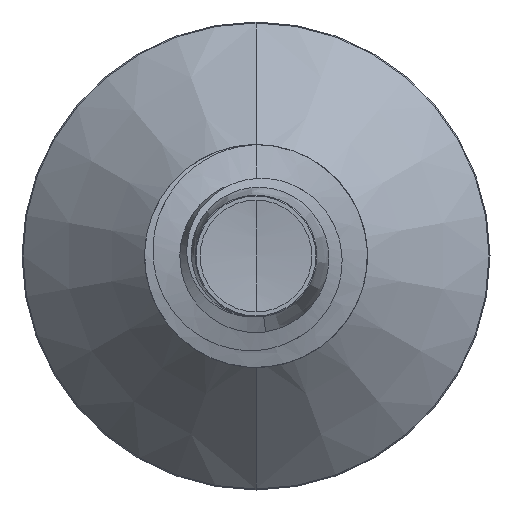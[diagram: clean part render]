
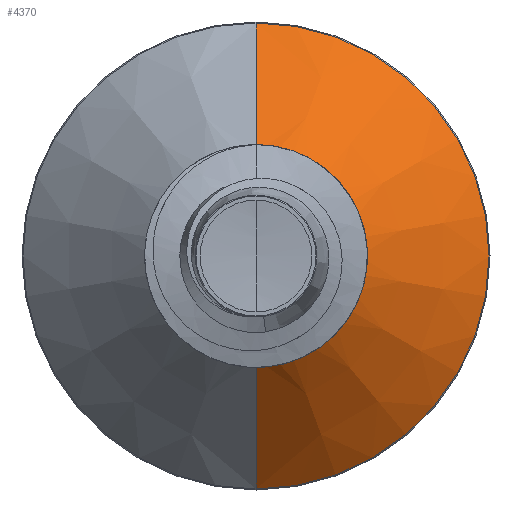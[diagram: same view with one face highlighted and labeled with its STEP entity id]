
A CAD part, front view. The second image highlights one B-rep face of the part: STEP entity #4370.
In plain terms, the highlighted conical face has half-angle 45 degrees and reference radius 1.857 mm.
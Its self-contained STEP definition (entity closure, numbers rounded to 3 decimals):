
#119 = DIRECTION ( 'NONE',  ( 0., 1., 0. ) ) ;
#184 = DIRECTION ( 'NONE',  ( 0., 0., 1. ) ) ;
#206 = DIRECTION ( 'NONE',  ( 0., 1., 0. ) ) ;
#209 = CARTESIAN_POINT ( 'NONE',  ( 0., 4.957, 0. ) ) ;
#300 = DIRECTION ( 'NONE',  ( 0., 0., 1. ) ) ;
#465 = CARTESIAN_POINT ( 'NONE',  ( 0., 4.957, 0. ) ) ;
#648 = DIRECTION ( 'NONE',  ( 0., 0.707, -0.707 ) ) ;
#666 = CIRCLE ( 'NONE', #8257, 4.182 ) ;
#667 = CARTESIAN_POINT ( 'NONE',  ( 0., 4.957, -1.857 ) ) ;
#2378 = ORIENTED_EDGE ( 'NONE', *, *, #9929, .T. ) ;
#2426 = CARTESIAN_POINT ( 'NONE',  ( 0., 4.957, -1.857 ) ) ;
#3083 = ORIENTED_EDGE ( 'NONE', *, *, #10146, .T. ) ;
#3999 = EDGE_CURVE ( 'NONE', #10313, #4803, #9119, .T. ) ;
#4370 = ADVANCED_FACE ( 'NONE', ( #12833 ), #7922, .T. ) ;
#4691 = LINE ( 'NONE', #667, #9955 ) ;
#4803 = VERTEX_POINT ( 'NONE', #13348 ) ;
#4929 = CARTESIAN_POINT ( 'NONE',  ( 0., 4.957, 1.857 ) ) ;
#5169 = ORIENTED_EDGE ( 'NONE', *, *, #3999, .F. ) ;
#5229 = AXIS2_PLACEMENT_3D ( 'NONE', #209, #206, #184 ) ;
#6050 = DIRECTION ( 'NONE',  ( 0., 0.707, 0.707 ) ) ;
#6111 = CARTESIAN_POINT ( 'NONE',  ( 0., 4.957, 1.857 ) ) ;
#7202 = CARTESIAN_POINT ( 'NONE',  ( 0., 7.282, -4.182 ) ) ;
#7922 = CONICAL_SURFACE ( 'NONE', #8611, 1.857, 0.785 ) ;
#8170 = VERTEX_POINT ( 'NONE', #7202 ) ;
#8188 = ORIENTED_EDGE ( 'NONE', *, *, #10242, .F. ) ;
#8257 = AXIS2_PLACEMENT_3D ( 'NONE', #11696, #11666, #10882 ) ;
#8611 = AXIS2_PLACEMENT_3D ( 'NONE', #465, #119, #300 ) ;
#9119 = LINE ( 'NONE', #6111, #9335 ) ;
#9335 = VECTOR ( 'NONE', #6050, 1000. ) ;
#9522 = CIRCLE ( 'NONE', #5229, 1.857 ) ;
#9700 = EDGE_LOOP ( 'NONE', ( #3083, #2378, #8188, #5169 ) ) ;
#9929 = EDGE_CURVE ( 'NONE', #11289, #8170, #4691, .T. ) ;
#9955 = VECTOR ( 'NONE', #648, 1000. ) ;
#10146 = EDGE_CURVE ( 'NONE', #10313, #11289, #9522, .T. ) ;
#10242 = EDGE_CURVE ( 'NONE', #4803, #8170, #666, .T. ) ;
#10313 = VERTEX_POINT ( 'NONE', #4929 ) ;
#10882 = DIRECTION ( 'NONE',  ( 0., 0., 1. ) ) ;
#11289 = VERTEX_POINT ( 'NONE', #2426 ) ;
#11666 = DIRECTION ( 'NONE',  ( 0., 1., 0. ) ) ;
#11696 = CARTESIAN_POINT ( 'NONE',  ( 0., 7.282, 0. ) ) ;
#12833 = FACE_OUTER_BOUND ( 'NONE', #9700, .T. ) ;
#13348 = CARTESIAN_POINT ( 'NONE',  ( 0., 7.282, 4.182 ) ) ;
